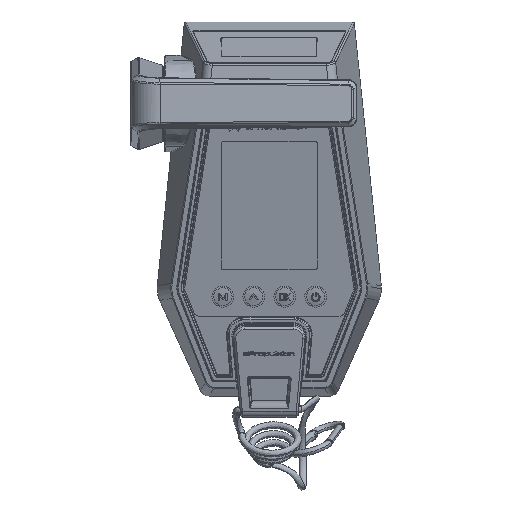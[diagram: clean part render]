
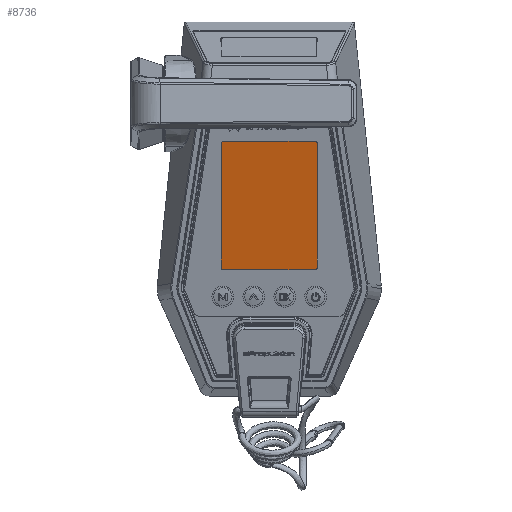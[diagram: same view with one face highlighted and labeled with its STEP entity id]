
A CAD part, top view. The second image highlights one B-rep face of the part: STEP entity #8736.
In plain terms, the highlighted planar face has unit normal (0, -0.251, 0.968).
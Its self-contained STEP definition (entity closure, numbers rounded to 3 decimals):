
#980 = EDGE_CURVE ( 'NONE', #53308, #59141, #5964, .T. ) ;
#1050 = CARTESIAN_POINT ( 'NONE',  ( 23.75, 31.425, 53.94 ) ) ;
#2434 = CIRCLE ( 'NONE', #49667, 1. ) ;
#5115 = CIRCLE ( 'NONE', #22377, 1. ) ;
#5432 = DIRECTION ( 'NONE',  ( 0., 0.968, 0.251 ) ) ;
#5964 = CIRCLE ( 'NONE', #57391, 1. ) ;
#8230 = DIRECTION ( 'NONE',  ( -1., 0., 0. ) ) ;
#8600 = EDGE_CURVE ( 'NONE', #31059, #53308, #15394, .T. ) ;
#8736 = ADVANCED_FACE ( 'NONE', ( #36926 ), #38257, .F. ) ;
#8865 = DIRECTION ( 'NONE',  ( 0., 0.251, -0.968 ) ) ;
#8926 = DIRECTION ( 'NONE',  ( 0., 0.968, 0.251 ) ) ;
#10620 = DIRECTION ( 'NONE',  ( 0., 0.968, 0.251 ) ) ;
#12965 = CARTESIAN_POINT ( 'NONE',  ( -23.75, -33.913, 36.994 ) ) ;
#14272 = ORIENTED_EDGE ( 'NONE', *, *, #55640, .F. ) ;
#14482 = EDGE_CURVE ( 'NONE', #59141, #63575, #35064, .T. ) ;
#15394 = LINE ( 'NONE', #52245, #41561 ) ;
#17727 = LINE ( 'NONE', #49316, #25450 ) ;
#18204 = EDGE_CURVE ( 'NONE', #36175, #50858, #48083, .T. ) ;
#20661 = CARTESIAN_POINT ( 'NONE',  ( -23.75, -32.945, 37.245 ) ) ;
#20865 = DIRECTION ( 'NONE',  ( 0., 0.251, -0.968 ) ) ;
#22050 = EDGE_CURVE ( 'NONE', #31141, #36175, #57017, .T. ) ;
#22377 = AXIS2_PLACEMENT_3D ( 'NONE', #47812, #23519, #8926 ) ;
#22617 = ORIENTED_EDGE ( 'NONE', *, *, #54040, .F. ) ;
#23519 = DIRECTION ( 'NONE',  ( 0., 0.251, -0.968 ) ) ;
#24267 = AXIS2_PLACEMENT_3D ( 'NONE', #38685, #8865, #43478 ) ;
#25450 = VECTOR ( 'NONE', #35570, 1000. ) ;
#25792 = DIRECTION ( 'NONE',  ( 0., 0.968, 0.251 ) ) ;
#27344 = CARTESIAN_POINT ( 'NONE',  ( -24.75, -32.945, 37.245 ) ) ;
#27999 = DIRECTION ( 'NONE',  ( 0., 0.968, 0.251 ) ) ;
#29751 = CARTESIAN_POINT ( 'NONE',  ( -24.75, 137.127, 81.355 ) ) ;
#30507 = DIRECTION ( 'NONE',  ( 0., 0.251, -0.968 ) ) ;
#31059 = VERTEX_POINT ( 'NONE', #56381 ) ;
#31141 = VERTEX_POINT ( 'NONE', #36828 ) ;
#31755 = CARTESIAN_POINT ( 'NONE',  ( 23.75, 32.393, 54.191 ) ) ;
#33554 = DIRECTION ( 'NONE',  ( 0., 0.251, -0.968 ) ) ;
#34322 = EDGE_CURVE ( 'NONE', #53939, #31059, #5115, .T. ) ;
#35059 = CARTESIAN_POINT ( 'NONE',  ( -24.75, 31.425, 53.94 ) ) ;
#35064 = LINE ( 'NONE', #29751, #61226 ) ;
#35570 = DIRECTION ( 'NONE',  ( 0., -0.968, -0.251 ) ) ;
#36175 = VERTEX_POINT ( 'NONE', #31755 ) ;
#36245 = ORIENTED_EDGE ( 'NONE', *, *, #8600, .F. ) ;
#36828 = CARTESIAN_POINT ( 'NONE',  ( -23.75, 32.393, 54.191 ) ) ;
#36926 = FACE_OUTER_BOUND ( 'NONE', #47337, .T. ) ;
#37646 = CARTESIAN_POINT ( 'NONE',  ( 78.5, 32.393, 54.191 ) ) ;
#38257 = PLANE ( 'NONE',  #24267 ) ;
#38685 = CARTESIAN_POINT ( 'NONE',  ( 78.5, 137.127, 81.355 ) ) ;
#39088 = CARTESIAN_POINT ( 'NONE',  ( 24.75, 31.425, 53.94 ) ) ;
#41561 = VECTOR ( 'NONE', #8230, 1000. ) ;
#42702 = ORIENTED_EDGE ( 'NONE', *, *, #980, .F. ) ;
#43478 = DIRECTION ( 'NONE',  ( 0., 0.968, 0.251 ) ) ;
#45750 = ORIENTED_EDGE ( 'NONE', *, *, #18204, .F. ) ;
#47337 = EDGE_LOOP ( 'NONE', ( #45750, #47775, #22617, #49817, #42702, #36245, #52659, #14272 ) ) ;
#47775 = ORIENTED_EDGE ( 'NONE', *, *, #22050, .F. ) ;
#47812 = CARTESIAN_POINT ( 'NONE',  ( 23.75, -32.945, 37.245 ) ) ;
#48083 = CIRCLE ( 'NONE', #51245, 1. ) ;
#49316 = CARTESIAN_POINT ( 'NONE',  ( 24.75, 137.127, 81.355 ) ) ;
#49667 = AXIS2_PLACEMENT_3D ( 'NONE', #57613, #33554, #27999 ) ;
#49817 = ORIENTED_EDGE ( 'NONE', *, *, #14482, .F. ) ;
#50858 = VERTEX_POINT ( 'NONE', #39088 ) ;
#51245 = AXIS2_PLACEMENT_3D ( 'NONE', #1050, #30507, #25792 ) ;
#52245 = CARTESIAN_POINT ( 'NONE',  ( 78.5, -33.913, 36.994 ) ) ;
#52659 = ORIENTED_EDGE ( 'NONE', *, *, #34322, .F. ) ;
#53308 = VERTEX_POINT ( 'NONE', #12965 ) ;
#53939 = VERTEX_POINT ( 'NONE', #55256 ) ;
#54040 = EDGE_CURVE ( 'NONE', #63575, #31141, #2434, .T. ) ;
#55256 = CARTESIAN_POINT ( 'NONE',  ( 24.75, -32.945, 37.245 ) ) ;
#55458 = VECTOR ( 'NONE', #61741, 1000. ) ;
#55640 = EDGE_CURVE ( 'NONE', #50858, #53939, #17727, .T. ) ;
#56381 = CARTESIAN_POINT ( 'NONE',  ( 23.75, -33.913, 36.994 ) ) ;
#57017 = LINE ( 'NONE', #37646, #55458 ) ;
#57391 = AXIS2_PLACEMENT_3D ( 'NONE', #20661, #20865, #10620 ) ;
#57613 = CARTESIAN_POINT ( 'NONE',  ( -23.75, 31.425, 53.94 ) ) ;
#59141 = VERTEX_POINT ( 'NONE', #27344 ) ;
#61226 = VECTOR ( 'NONE', #5432, 1000. ) ;
#61741 = DIRECTION ( 'NONE',  ( 1., 0., 0. ) ) ;
#63575 = VERTEX_POINT ( 'NONE', #35059 ) ;
